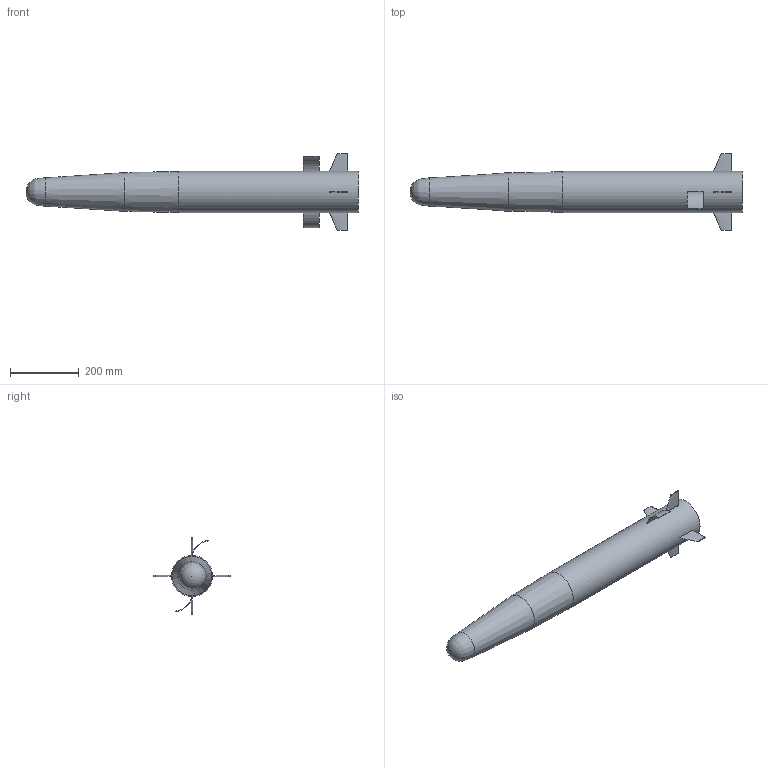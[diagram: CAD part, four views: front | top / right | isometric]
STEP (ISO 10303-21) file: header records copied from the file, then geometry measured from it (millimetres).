
FILE_DESCRIPTION( ( 'Unknown' ), '1' );
FILE_NAME( 'kobra2.stp', 'Unknown', ( 'Unknown' ), ( 'Unknown' ), 'PSStep 15.0.49', 'Unknown', ' ' );
FILE_SCHEMA( ( 'AUTOMOTIVE_DESIGN { 1 0 10303 214 1 1 1 1 }' ) );
Length unit declared in the file: millimetre
Products named in the file (1): 1
Bounding box: 968 x 222.42 x 222.42 mm (x, y, z)
Volume: 9580590 mm3; surface area: 382363.7 mm2
Topology: 1 solids, 1 shells, 23 faces, 50 edges, 32 vertices
Faces by surface type: plane 11, cylinder 5, bspline 4, cone 2, revolution 1
Full cylindrical faces by diameter (mm): 119.8 x1
Entity records: 1903 total; most frequent: CARTESIAN_POINT 1266, DIRECTION 83, ORIENTED_EDGE 80, EDGE_CURVE 40, AXIS2_PLACEMENT_3D 35, EDGE_LOOP 32, VERTEX_POINT 29, FACE_OUTER_BOUND 24
